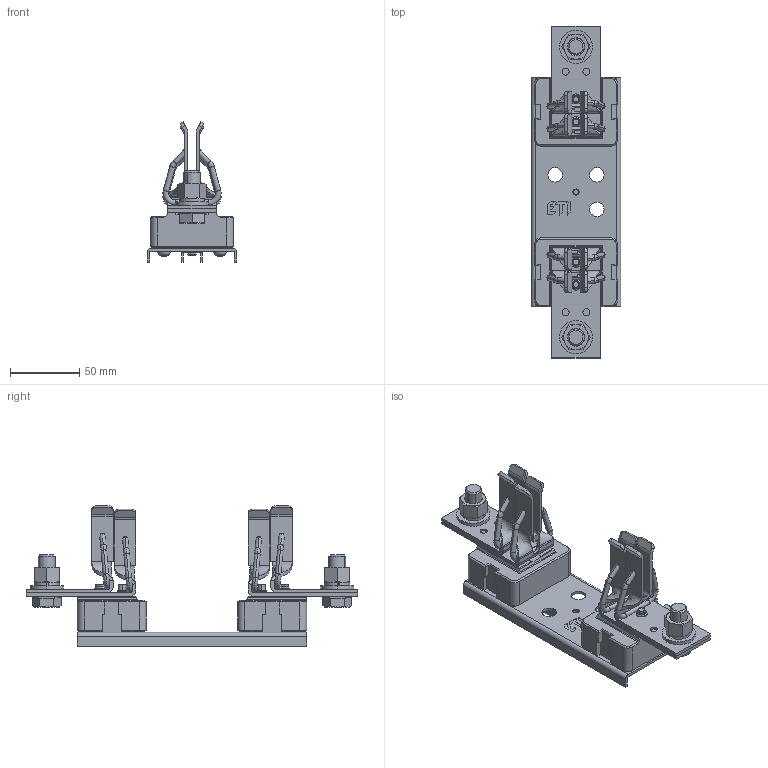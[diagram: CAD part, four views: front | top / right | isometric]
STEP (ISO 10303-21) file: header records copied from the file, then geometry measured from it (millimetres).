
FILE_DESCRIPTION((''),'2;1');
FILE_NAME('0000038673_ASM','2018-05-29T',('matic.bajda'),('Audax d.o.o.'),'CREO PARAMETRIC BY PTC INC, 2016260','CREO PARAMETRIC BY PTC INC, 2016260','');
FILE_SCHEMA(('AUTOMOTIVE_DESIGN { 1 0 10303 214 1 1 1 1 }'));
Length unit declared in the file: millimetre
Products named in the file (14): 0000033907_AF0; 0000032892_AF0; 0000034007_ASM; 0000038658; 0000038459; 0000038462; 0000038678; 0000032606; 0000044574; 0000033927; 0000032770; 0000032788; 0000032765; 0000038673_ASM
Assembly tree (29 placements, depth 3):
  0000038673_ASM
    0000034007_ASM
      0000033907_AF0
      0000032892_AF0
    0000038658  x2
    0000038459  x2
    0000038462  x2
    0000038678  x4
    0000032606  x4
    0000044574  x4
    0000033927  x2
    0000032770  x2
    0000032788  x2
    0000032765  x2
Bounding box: 65 x 240 x 101.5 mm (x, y, z)
Volume: 222137.1 mm3; surface area: 119902.3 mm2
Topology: 28 solids, 46 shells, 1229 faces, 2974 edges, 1844 vertices
Faces by surface type: plane 571, cylinder 370, cone 156, torus 64, bspline 52, sphere 16
Entity records: 43216 total; most frequent: CARTESIAN_POINT 21138, DIRECTION 3065, ORIENTED_EDGE 2864, PRESENTATION_STYLE_ASSIGNMENT 1468, STYLED_ITEM 1465, CURVE_STYLE 1446, EDGE_CURVE 1446, AXIS2_PLACEMENT_3D 1134
